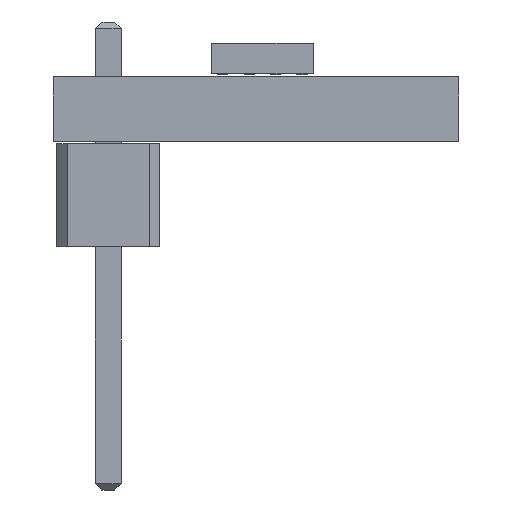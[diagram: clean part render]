
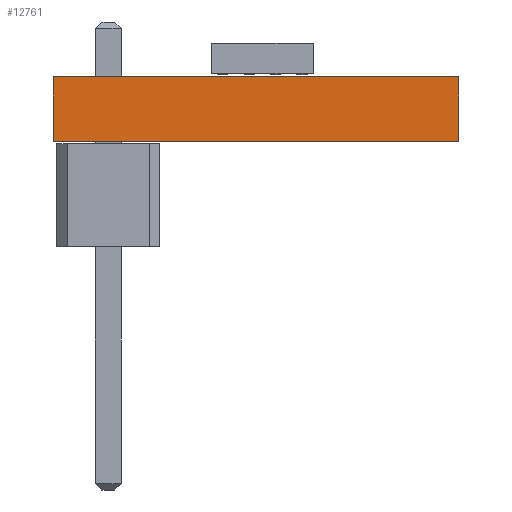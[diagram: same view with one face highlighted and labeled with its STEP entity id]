
A CAD part, left-side view. The second image highlights one B-rep face of the part: STEP entity #12761.
In plain terms, the highlighted planar face has unit normal (-1, 0, 0).
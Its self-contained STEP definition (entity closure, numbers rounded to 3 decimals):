
#12580 = PLANE('',#12581);
#12581 = AXIS2_PLACEMENT_3D('',#12582,#12583,#12584);
#12582 = CARTESIAN_POINT('',(16.15,-10.441,0.));
#12583 = DIRECTION('',(0.,-1.,0.));
#12584 = DIRECTION('',(-1.,0.,0.));
#12605 = VERTEX_POINT('',#12606);
#12606 = CARTESIAN_POINT('',(0.15,-10.441,1.6));
#12620 = PLANE('',#12621);
#12621 = AXIS2_PLACEMENT_3D('',#12622,#12623,#12624);
#12622 = CARTESIAN_POINT('',(8.15,-5.441,1.6));
#12623 = DIRECTION('',(-0.,-0.,-1.));
#12624 = DIRECTION('',(-1.,0.,0.));
#12632 = EDGE_CURVE('',#12633,#12605,#12635,.T.);
#12633 = VERTEX_POINT('',#12634);
#12634 = CARTESIAN_POINT('',(0.15,-10.441,0.));
#12635 = SURFACE_CURVE('',#12636,(#12640,#12647),.PCURVE_S1.);
#12636 = LINE('',#12637,#12638);
#12637 = CARTESIAN_POINT('',(0.15,-10.441,0.));
#12638 = VECTOR('',#12639,1.);
#12639 = DIRECTION('',(0.,0.,1.));
#12640 = PCURVE('',#12580,#12641);
#12641 = DEFINITIONAL_REPRESENTATION('',(#12642),#12646);
#12642 = LINE('',#12643,#12644);
#12643 = CARTESIAN_POINT('',(16.,0.));
#12644 = VECTOR('',#12645,1.);
#12645 = DIRECTION('',(0.,-1.));
#12646 = ( GEOMETRIC_REPRESENTATION_CONTEXT(2) 
PARAMETRIC_REPRESENTATION_CONTEXT() REPRESENTATION_CONTEXT('2D SPACE',''
  ) );
#12647 = PCURVE('',#12648,#12653);
#12648 = PLANE('',#12649);
#12649 = AXIS2_PLACEMENT_3D('',#12650,#12651,#12652);
#12650 = CARTESIAN_POINT('',(0.15,-10.441,0.));
#12651 = DIRECTION('',(-1.,0.,0.));
#12652 = DIRECTION('',(0.,1.,0.));
#12653 = DEFINITIONAL_REPRESENTATION('',(#12654),#12658);
#12654 = LINE('',#12655,#12656);
#12655 = CARTESIAN_POINT('',(0.,0.));
#12656 = VECTOR('',#12657,1.);
#12657 = DIRECTION('',(0.,-1.));
#12658 = ( GEOMETRIC_REPRESENTATION_CONTEXT(2) 
PARAMETRIC_REPRESENTATION_CONTEXT() REPRESENTATION_CONTEXT('2D SPACE',''
  ) );
#12674 = PLANE('',#12675);
#12675 = AXIS2_PLACEMENT_3D('',#12676,#12677,#12678);
#12676 = CARTESIAN_POINT('',(8.15,-5.441,0.));
#12677 = DIRECTION('',(-0.,-0.,-1.));
#12678 = DIRECTION('',(-1.,0.,0.));
#12707 = PLANE('',#12708);
#12708 = AXIS2_PLACEMENT_3D('',#12709,#12710,#12711);
#12709 = CARTESIAN_POINT('',(0.15,-0.441,0.));
#12710 = DIRECTION('',(0.,1.,0.));
#12711 = DIRECTION('',(1.,0.,0.));
#12761 = ADVANCED_FACE('',(#12762),#12648,.T.);
#12762 = FACE_BOUND('',#12763,.T.);
#12763 = EDGE_LOOP('',(#12764,#12765,#12788,#12811));
#12764 = ORIENTED_EDGE('',*,*,#12632,.T.);
#12765 = ORIENTED_EDGE('',*,*,#12766,.T.);
#12766 = EDGE_CURVE('',#12605,#12767,#12769,.T.);
#12767 = VERTEX_POINT('',#12768);
#12768 = CARTESIAN_POINT('',(0.15,-0.441,1.6));
#12769 = SURFACE_CURVE('',#12770,(#12774,#12781),.PCURVE_S1.);
#12770 = LINE('',#12771,#12772);
#12771 = CARTESIAN_POINT('',(0.15,-10.441,1.6));
#12772 = VECTOR('',#12773,1.);
#12773 = DIRECTION('',(0.,1.,0.));
#12774 = PCURVE('',#12648,#12775);
#12775 = DEFINITIONAL_REPRESENTATION('',(#12776),#12780);
#12776 = LINE('',#12777,#12778);
#12777 = CARTESIAN_POINT('',(0.,-1.6));
#12778 = VECTOR('',#12779,1.);
#12779 = DIRECTION('',(1.,0.));
#12780 = ( GEOMETRIC_REPRESENTATION_CONTEXT(2) 
PARAMETRIC_REPRESENTATION_CONTEXT() REPRESENTATION_CONTEXT('2D SPACE',''
  ) );
#12781 = PCURVE('',#12620,#12782);
#12782 = DEFINITIONAL_REPRESENTATION('',(#12783),#12787);
#12783 = LINE('',#12784,#12785);
#12784 = CARTESIAN_POINT('',(8.,-5.));
#12785 = VECTOR('',#12786,1.);
#12786 = DIRECTION('',(0.,1.));
#12787 = ( GEOMETRIC_REPRESENTATION_CONTEXT(2) 
PARAMETRIC_REPRESENTATION_CONTEXT() REPRESENTATION_CONTEXT('2D SPACE',''
  ) );
#12788 = ORIENTED_EDGE('',*,*,#12789,.F.);
#12789 = EDGE_CURVE('',#12790,#12767,#12792,.T.);
#12790 = VERTEX_POINT('',#12791);
#12791 = CARTESIAN_POINT('',(0.15,-0.441,0.));
#12792 = SURFACE_CURVE('',#12793,(#12797,#12804),.PCURVE_S1.);
#12793 = LINE('',#12794,#12795);
#12794 = CARTESIAN_POINT('',(0.15,-0.441,0.));
#12795 = VECTOR('',#12796,1.);
#12796 = DIRECTION('',(0.,0.,1.));
#12797 = PCURVE('',#12648,#12798);
#12798 = DEFINITIONAL_REPRESENTATION('',(#12799),#12803);
#12799 = LINE('',#12800,#12801);
#12800 = CARTESIAN_POINT('',(10.,0.));
#12801 = VECTOR('',#12802,1.);
#12802 = DIRECTION('',(0.,-1.));
#12803 = ( GEOMETRIC_REPRESENTATION_CONTEXT(2) 
PARAMETRIC_REPRESENTATION_CONTEXT() REPRESENTATION_CONTEXT('2D SPACE',''
  ) );
#12804 = PCURVE('',#12707,#12805);
#12805 = DEFINITIONAL_REPRESENTATION('',(#12806),#12810);
#12806 = LINE('',#12807,#12808);
#12807 = CARTESIAN_POINT('',(0.,0.));
#12808 = VECTOR('',#12809,1.);
#12809 = DIRECTION('',(0.,-1.));
#12810 = ( GEOMETRIC_REPRESENTATION_CONTEXT(2) 
PARAMETRIC_REPRESENTATION_CONTEXT() REPRESENTATION_CONTEXT('2D SPACE',''
  ) );
#12811 = ORIENTED_EDGE('',*,*,#12812,.F.);
#12812 = EDGE_CURVE('',#12633,#12790,#12813,.T.);
#12813 = SURFACE_CURVE('',#12814,(#12818,#12825),.PCURVE_S1.);
#12814 = LINE('',#12815,#12816);
#12815 = CARTESIAN_POINT('',(0.15,-10.441,0.));
#12816 = VECTOR('',#12817,1.);
#12817 = DIRECTION('',(0.,1.,0.));
#12818 = PCURVE('',#12648,#12819);
#12819 = DEFINITIONAL_REPRESENTATION('',(#12820),#12824);
#12820 = LINE('',#12821,#12822);
#12821 = CARTESIAN_POINT('',(0.,0.));
#12822 = VECTOR('',#12823,1.);
#12823 = DIRECTION('',(1.,0.));
#12824 = ( GEOMETRIC_REPRESENTATION_CONTEXT(2) 
PARAMETRIC_REPRESENTATION_CONTEXT() REPRESENTATION_CONTEXT('2D SPACE',''
  ) );
#12825 = PCURVE('',#12674,#12826);
#12826 = DEFINITIONAL_REPRESENTATION('',(#12827),#12831);
#12827 = LINE('',#12828,#12829);
#12828 = CARTESIAN_POINT('',(8.,-5.));
#12829 = VECTOR('',#12830,1.);
#12830 = DIRECTION('',(0.,1.));
#12831 = ( GEOMETRIC_REPRESENTATION_CONTEXT(2) 
PARAMETRIC_REPRESENTATION_CONTEXT() REPRESENTATION_CONTEXT('2D SPACE',''
  ) );
